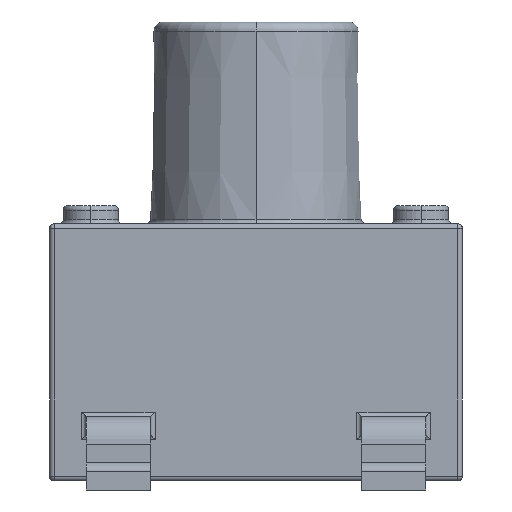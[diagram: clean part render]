
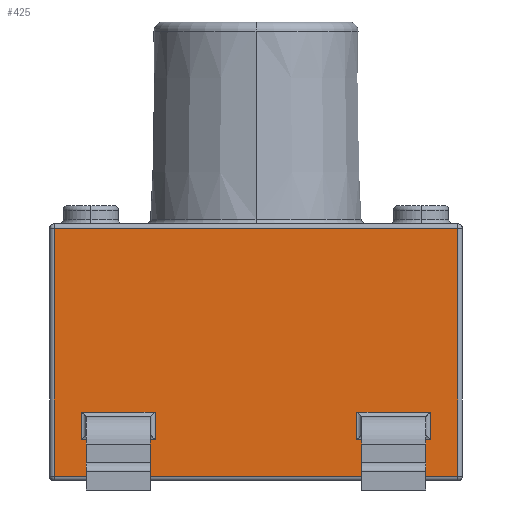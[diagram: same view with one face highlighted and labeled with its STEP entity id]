
A CAD part, left-side view. The second image highlights one B-rep face of the part: STEP entity #425.
In plain terms, the highlighted planar face has unit normal (-1, 0, 0).
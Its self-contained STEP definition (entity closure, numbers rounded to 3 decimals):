
#77 = VECTOR ( 'NONE', #4545, 1000. ) ;
#146 = EDGE_CURVE ( 'NONE', #3758, #6010, #517, .T. ) ;
#148 = CARTESIAN_POINT ( 'NONE',  ( -2.25, -1.9, 0.45 ) ) ;
#306 = DIRECTION ( 'NONE',  ( 0., 0., 1. ) ) ;
#320 = LINE ( 'NONE', #2326, #2911 ) ;
#331 = FACE_BOUND ( 'NONE', #1295, .T. ) ;
#353 = CARTESIAN_POINT ( 'NONE',  ( -2.25, -2.2, 0.05 ) ) ;
#425 = ADVANCED_FACE ( 'NONE', ( #5366, #331, #5932 ), #3913, .F. ) ;
#513 = EDGE_CURVE ( 'NONE', #2730, #2906, #3437, .T. ) ;
#517 = LINE ( 'NONE', #3168, #5224 ) ;
#562 = CARTESIAN_POINT ( 'NONE',  ( -2.25, -1.9, 0.75 ) ) ;
#582 = EDGE_CURVE ( 'NONE', #1883, #5286, #5323, .T. ) ;
#627 = EDGE_CURVE ( 'NONE', #1608, #5384, #6309, .T. ) ;
#782 = ORIENTED_EDGE ( 'NONE', *, *, #1201, .T. ) ;
#786 = ORIENTED_EDGE ( 'NONE', *, *, #3341, .T. ) ;
#787 = DIRECTION ( 'NONE',  ( 1., 0., 0. ) ) ;
#801 = DIRECTION ( 'NONE',  ( 0., 0., -1. ) ) ;
#1011 = LINE ( 'NONE', #6146, #1330 ) ;
#1035 = LINE ( 'NONE', #2543, #77 ) ;
#1078 = DIRECTION ( 'NONE',  ( 0., 0., -1. ) ) ;
#1107 = VECTOR ( 'NONE', #2768, 1000. ) ;
#1197 = EDGE_CURVE ( 'NONE', #2718, #2730, #1779, .T. ) ;
#1201 = EDGE_CURVE ( 'NONE', #2906, #4499, #1811, .T. ) ;
#1295 = EDGE_LOOP ( 'NONE', ( #1812, #786, #3617, #5625 ) ) ;
#1330 = VECTOR ( 'NONE', #1078, 1000. ) ;
#1410 = VECTOR ( 'NONE', #6481, 1000. ) ;
#1608 = VERTEX_POINT ( 'NONE', #3829 ) ;
#1681 = EDGE_CURVE ( 'NONE', #4499, #2718, #320, .T. ) ;
#1767 = DIRECTION ( 'NONE',  ( 0., 0., -1. ) ) ;
#1779 = LINE ( 'NONE', #5835, #4272 ) ;
#1811 = LINE ( 'NONE', #2820, #6292 ) ;
#1812 = ORIENTED_EDGE ( 'NONE', *, *, #146, .T. ) ;
#1883 = VERTEX_POINT ( 'NONE', #2040 ) ;
#1911 = EDGE_CURVE ( 'NONE', #6366, #1608, #1035, .T. ) ;
#2040 = CARTESIAN_POINT ( 'NONE',  ( -2.25, -1.1, 0.45 ) ) ;
#2155 = DIRECTION ( 'NONE',  ( 0., 1., 0. ) ) ;
#2225 = CARTESIAN_POINT ( 'NONE',  ( -2.25, 1.9, 2.5 ) ) ;
#2228 = EDGE_CURVE ( 'NONE', #5286, #3758, #3358, .T. ) ;
#2256 = EDGE_LOOP ( 'NONE', ( #5007, #3950, #3767, #2782 ) ) ;
#2326 = CARTESIAN_POINT ( 'NONE',  ( -2.25, 2.25, 2.75 ) ) ;
#2512 = EDGE_LOOP ( 'NONE', ( #5877, #3503, #782, #4376 ) ) ;
#2543 = CARTESIAN_POINT ( 'NONE',  ( -2.25, 2.25, 0.45 ) ) ;
#2607 = EDGE_CURVE ( 'NONE', #4976, #6366, #1011, .T. ) ;
#2718 = VERTEX_POINT ( 'NONE', #5813 ) ;
#2730 = VERTEX_POINT ( 'NONE', #5219 ) ;
#2760 = CARTESIAN_POINT ( 'NONE',  ( -2.25, 1.9, 0.75 ) ) ;
#2768 = DIRECTION ( 'NONE',  ( 0., 0., 1. ) ) ;
#2782 = ORIENTED_EDGE ( 'NONE', *, *, #1911, .T. ) ;
#2820 = CARTESIAN_POINT ( 'NONE',  ( -2.25, -2.2, 2.5 ) ) ;
#2906 = VERTEX_POINT ( 'NONE', #353 ) ;
#2911 = VECTOR ( 'NONE', #3368, 1000. ) ;
#2947 = LINE ( 'NONE', #5996, #3996 ) ;
#3101 = EDGE_CURVE ( 'NONE', #5384, #4976, #2947, .T. ) ;
#3161 = CARTESIAN_POINT ( 'NONE',  ( -2.25, 1.1, 0.75 ) ) ;
#3168 = CARTESIAN_POINT ( 'NONE',  ( -2.25, -1.9, 2.5 ) ) ;
#3269 = CARTESIAN_POINT ( 'NONE',  ( -2.25, 2.25, 0.45 ) ) ;
#3341 = EDGE_CURVE ( 'NONE', #6010, #1883, #5324, .T. ) ;
#3358 = LINE ( 'NONE', #4293, #6409 ) ;
#3368 = DIRECTION ( 'NONE',  ( 0., 1., 0. ) ) ;
#3385 = DIRECTION ( 'NONE',  ( 0., -1., 0. ) ) ;
#3437 = LINE ( 'NONE', #3566, #1410 ) ;
#3503 = ORIENTED_EDGE ( 'NONE', *, *, #513, .T. ) ;
#3566 = CARTESIAN_POINT ( 'NONE',  ( -2.25, 2.25, 0.05 ) ) ;
#3617 = ORIENTED_EDGE ( 'NONE', *, *, #582, .T. ) ;
#3758 = VERTEX_POINT ( 'NONE', #562 ) ;
#3767 = ORIENTED_EDGE ( 'NONE', *, *, #2607, .T. ) ;
#3829 = CARTESIAN_POINT ( 'NONE',  ( -2.25, 1.9, 0.45 ) ) ;
#3913 = PLANE ( 'NONE',  #5745 ) ;
#3950 = ORIENTED_EDGE ( 'NONE', *, *, #3101, .T. ) ;
#3996 = VECTOR ( 'NONE', #4959, 1000. ) ;
#4272 = VECTOR ( 'NONE', #801, 1000. ) ;
#4293 = CARTESIAN_POINT ( 'NONE',  ( -2.25, 2.25, 0.75 ) ) ;
#4376 = ORIENTED_EDGE ( 'NONE', *, *, #1681, .T. ) ;
#4481 = VECTOR ( 'NONE', #5785, 1000. ) ;
#4499 = VERTEX_POINT ( 'NONE', #4735 ) ;
#4545 = DIRECTION ( 'NONE',  ( 0., 1., 0. ) ) ;
#4676 = CARTESIAN_POINT ( 'NONE',  ( -2.25, 1.1, 0.45 ) ) ;
#4735 = CARTESIAN_POINT ( 'NONE',  ( -2.25, -2.2, 2.75 ) ) ;
#4959 = DIRECTION ( 'NONE',  ( 0., -1., 0. ) ) ;
#4976 = VERTEX_POINT ( 'NONE', #3161 ) ;
#5007 = ORIENTED_EDGE ( 'NONE', *, *, #627, .T. ) ;
#5219 = CARTESIAN_POINT ( 'NONE',  ( -2.25, 2.2, 0.05 ) ) ;
#5224 = VECTOR ( 'NONE', #6211, 1000. ) ;
#5286 = VERTEX_POINT ( 'NONE', #6344 ) ;
#5323 = LINE ( 'NONE', #6379, #4481 ) ;
#5324 = LINE ( 'NONE', #3269, #5501 ) ;
#5366 = FACE_BOUND ( 'NONE', #2256, .T. ) ;
#5384 = VERTEX_POINT ( 'NONE', #2760 ) ;
#5405 = CARTESIAN_POINT ( 'NONE',  ( -2.25, 2.25, 2.5 ) ) ;
#5501 = VECTOR ( 'NONE', #2155, 1000. ) ;
#5625 = ORIENTED_EDGE ( 'NONE', *, *, #2228, .T. ) ;
#5745 = AXIS2_PLACEMENT_3D ( 'NONE', #5405, #787, #1767 ) ;
#5785 = DIRECTION ( 'NONE',  ( 0., 0., 1. ) ) ;
#5813 = CARTESIAN_POINT ( 'NONE',  ( -2.25, 2.2, 2.75 ) ) ;
#5835 = CARTESIAN_POINT ( 'NONE',  ( -2.25, 2.2, 2.5 ) ) ;
#5877 = ORIENTED_EDGE ( 'NONE', *, *, #1197, .T. ) ;
#5932 = FACE_OUTER_BOUND ( 'NONE', #2512, .T. ) ;
#5996 = CARTESIAN_POINT ( 'NONE',  ( -2.25, 2.25, 0.75 ) ) ;
#6010 = VERTEX_POINT ( 'NONE', #148 ) ;
#6146 = CARTESIAN_POINT ( 'NONE',  ( -2.25, 1.1, 2.5 ) ) ;
#6211 = DIRECTION ( 'NONE',  ( 0., 0., -1. ) ) ;
#6292 = VECTOR ( 'NONE', #306, 1000. ) ;
#6309 = LINE ( 'NONE', #2225, #1107 ) ;
#6344 = CARTESIAN_POINT ( 'NONE',  ( -2.25, -1.1, 0.75 ) ) ;
#6366 = VERTEX_POINT ( 'NONE', #4676 ) ;
#6379 = CARTESIAN_POINT ( 'NONE',  ( -2.25, -1.1, 2.5 ) ) ;
#6409 = VECTOR ( 'NONE', #3385, 1000. ) ;
#6481 = DIRECTION ( 'NONE',  ( 0., -1., 0. ) ) ;
